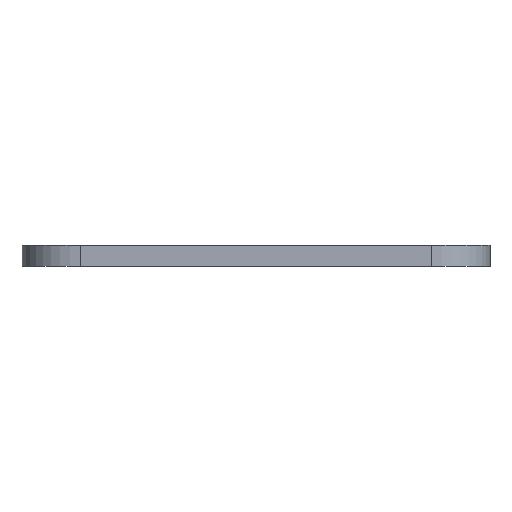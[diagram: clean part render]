
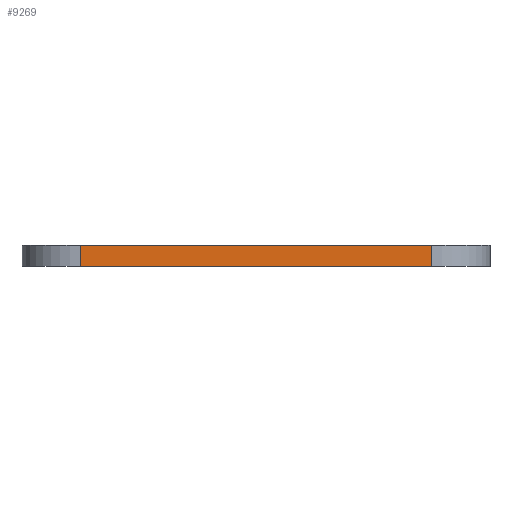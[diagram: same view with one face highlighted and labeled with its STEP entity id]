
A CAD part, left-side view. The second image highlights one B-rep face of the part: STEP entity #9269.
In plain terms, the highlighted planar face has unit normal (-1, 0, 0).
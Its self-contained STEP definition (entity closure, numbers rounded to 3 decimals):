
#8516 = VERTEX_POINT('',#8517);
#8517 = CARTESIAN_POINT('',(-35.75,21.,0.));
#8524 = EDGE_CURVE('',#8525,#8516,#8527,.T.);
#8525 = VERTEX_POINT('',#8526);
#8526 = CARTESIAN_POINT('',(-35.75,3.,0.));
#8527 = LINE('',#8528,#8529);
#8528 = CARTESIAN_POINT('',(-35.75,3.,0.));
#8529 = VECTOR('',#8530,1.);
#8530 = DIRECTION('',(0.,1.,0.));
#8866 = VERTEX_POINT('',#8867);
#8867 = CARTESIAN_POINT('',(-35.75,21.,1.09));
#8874 = EDGE_CURVE('',#8875,#8866,#8877,.T.);
#8875 = VERTEX_POINT('',#8876);
#8876 = CARTESIAN_POINT('',(-35.75,3.,1.09));
#8877 = LINE('',#8878,#8879);
#8878 = CARTESIAN_POINT('',(-35.75,3.,1.09));
#8879 = VECTOR('',#8880,1.);
#8880 = DIRECTION('',(0.,1.,0.));
#9239 = EDGE_CURVE('',#8516,#8866,#9240,.T.);
#9240 = LINE('',#9241,#9242);
#9241 = CARTESIAN_POINT('',(-35.75,21.,0.));
#9242 = VECTOR('',#9243,1.);
#9243 = DIRECTION('',(0.,0.,1.));
#9269 = ADVANCED_FACE('',(#9270),#9281,.T.);
#9270 = FACE_BOUND('',#9271,.T.);
#9271 = EDGE_LOOP('',(#9272,#9278,#9279,#9280));
#9272 = ORIENTED_EDGE('',*,*,#9273,.T.);
#9273 = EDGE_CURVE('',#8525,#8875,#9274,.T.);
#9274 = LINE('',#9275,#9276);
#9275 = CARTESIAN_POINT('',(-35.75,3.,0.));
#9276 = VECTOR('',#9277,1.);
#9277 = DIRECTION('',(0.,0.,1.));
#9278 = ORIENTED_EDGE('',*,*,#8874,.T.);
#9279 = ORIENTED_EDGE('',*,*,#9239,.F.);
#9280 = ORIENTED_EDGE('',*,*,#8524,.F.);
#9281 = PLANE('',#9282);
#9282 = AXIS2_PLACEMENT_3D('',#9283,#9284,#9285);
#9283 = CARTESIAN_POINT('',(-35.75,3.,0.));
#9284 = DIRECTION('',(-1.,0.,0.));
#9285 = DIRECTION('',(0.,1.,0.));
